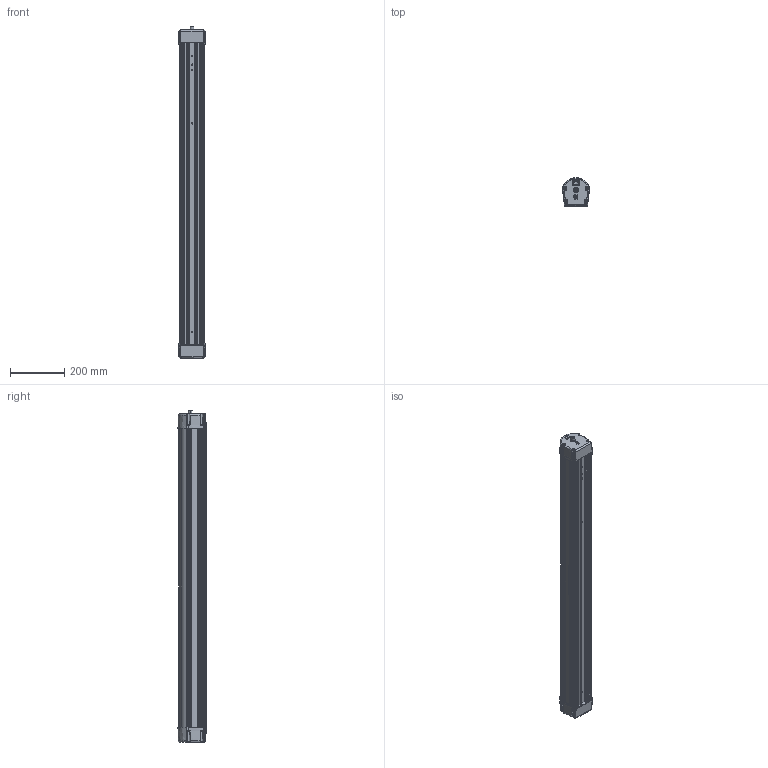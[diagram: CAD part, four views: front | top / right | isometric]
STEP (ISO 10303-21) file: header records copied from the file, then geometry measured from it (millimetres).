
FILE_DESCRIPTION((''),'2;1');
FILE_NAME('183597_ASM','2014-11-03T',('pdmadmin'),(''),'PRO/ENGINEER BY PARAMETRIC TECHNOLOGY CORPORATION, 2013230','PRO/ENGINEER BY PARAMETRIC TECHNOLOGY CORPORATION, 2013230','');
FILE_SCHEMA(('CONFIG_CONTROL_DESIGN'));
Length unit declared in the file: millimetre
Products named in the file (40): 180774; DOLSON_180771; 180775; 180783; 172450; 180781; 181690; WIRE22; WIR18A; TVS2; 0805; 0805C; CON3PHEADERALT; CON3P_MOLEX43650-0318; 181690_ASM; CANAL_MR2-131C__-N__1-10NC; 176197; 176108; 172449; 172447; 172665_AF0; 172675_AF0; 172670_AF0; 170931_ASM; 183113; 108837; 184273; 182764; 0603; SMLED3030ALT; SOT23; 1206; TVS2_1; 0603_ALT; SMA2; SP75197; WIRE16; 182764_ASM; 176897; 183597_ASM
Assembly tree (274 placements, depth 3):
  183597_ASM
    180774
    DOLSON_180771
    180775  x2
    180783
    172450
    180781
    181690_ASM
      181690
      WIRE22  x3
      WIR18A  x6
      TVS2
      0805
      0805C
      CON3PHEADERALT
      CON3P_MOLEX43650-0318
    CANAL_MR2-131C__-N__1-10NC
    176197
    176108
    170931_ASM
      172449
      172447  x3
      172665_AF0
      172675_AF0
      172670_AF0
    183113  x8
    108837  x3
    184273
    182764_ASM  x2
      182764
      0603
      SMLED3030ALT
      SOT23
      1206
      TVS2_1
      0805
      0603_ALT
      SMA2
      SP75197
      WIRE16
    176897  x2
Bounding box: 97.38 x 103.81 x 1219.97 mm (x, y, z)
Volume: 1661994 mm3; surface area: 1592805.7 mm2
Topology: 486 solids, 495 shells, 12855 faces, 34870 edges, 23129 vertices
Faces by surface type: plane 8465, cylinder 3062, bspline 756, cone 306, torus 212, sphere 46, extrusion 8
Entity records: 131980 total; most frequent: CARTESIAN_POINT 46480, ORIENTED_EDGE 17725, DIRECTION 17124, EDGE_CURVE 9073, AXIS2_PLACEMENT_3D 5866, VERTEX_POINT 5840, VECTOR 5392, LINE 5384
